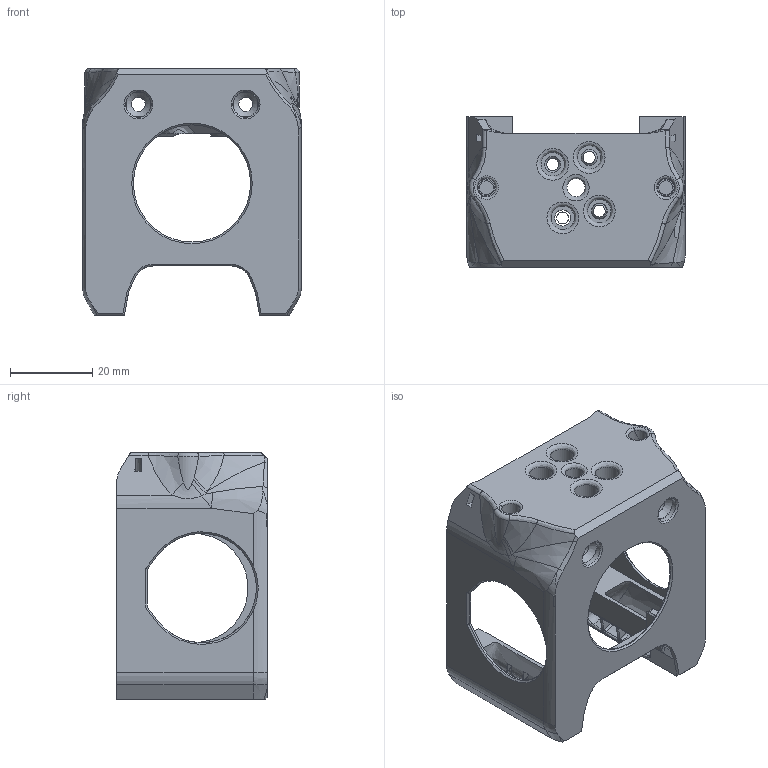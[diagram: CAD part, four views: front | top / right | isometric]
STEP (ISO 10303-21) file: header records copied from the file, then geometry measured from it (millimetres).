
FILE_DESCRIPTION(/* description */ (''),/* implementation_level */ '2;1');
FILE_NAME(/* name */ 'MiniAS_Dragon(fly)_Cowling.step',/* time_stamp */ '2022-11-26T23:01:37-06:00',/* author */ (''),/* organization */ (''),/* preprocessor_version */ 'ST-DEVELOPER v19.2',/* originating_system */ 'Autodesk Translation Framework v11.17.0.187',/* authorisation */ '');
FILE_SCHEMA (('AUTOMOTIVE_DESIGN { 1 0 10303 214 3 1 1 }'));
Products named in the file (1): MiniAS_Dragon(fly)_Cowling
Bounding box: 53 x 36.49 x 59.85 mm (x, y, z)
Volume: 32774.3 mm3; surface area: 17384 mm2
Topology: 1 solids, 1 shells, 547 faces, 1487 edges, 892 vertices
Faces by surface type: bspline 234, plane 128, cylinder 122, cone 35, torus 25, sphere 3
Full cylindrical faces by diameter (mm): 2.9 x4, 3.4 x4, 4.4 x1, 4.5 x2, 5.7 x4, 6.2 x2, 28.4 x1
Entity records: 41371 total; most frequent: CARTESIAN_POINT 29307, ORIENTED_EDGE 2876, DIRECTION 2054, EDGE_CURVE 1438, VERTEX_POINT 892, AXIS2_PLACEMENT_3D 814, EDGE_LOOP 586, FACE_OUTER_BOUND 547
